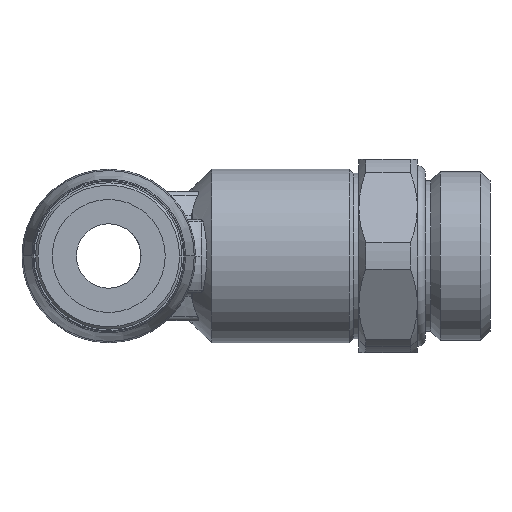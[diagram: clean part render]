
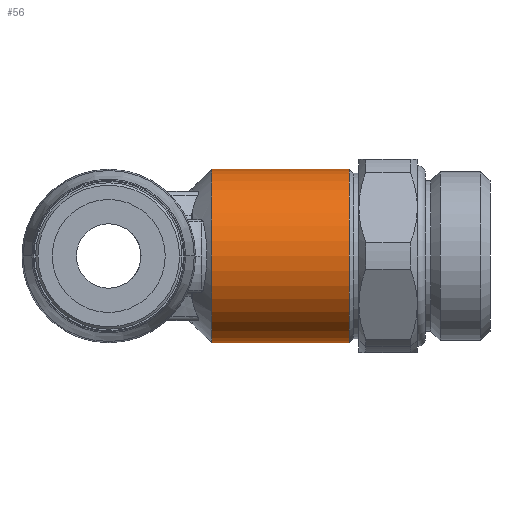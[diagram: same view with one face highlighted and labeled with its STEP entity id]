
A CAD part, left-side view. The second image highlights one B-rep face of the part: STEP entity #56.
In plain terms, the highlighted cylindrical face has radius 10.75 mm (diameter 21.5 mm), a partial arc.
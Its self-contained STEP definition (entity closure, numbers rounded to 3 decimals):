
#56=ADVANCED_FACE('',(#283),#284,.T.);
#283=FACE_OUTER_BOUND('',#730,.T.);
#284=CYLINDRICAL_SURFACE('',#731,10.75);
#730=EDGE_LOOP('',(#1257,#1258,#1259,#1260));
#731=AXIS2_PLACEMENT_3D('',#1261,#1262,#1263);
#1257=ORIENTED_EDGE('',*,*,#2987,.F.);
#1258=ORIENTED_EDGE('',*,*,#2988,.T.);
#1259=ORIENTED_EDGE('',*,*,#2989,.F.);
#1260=ORIENTED_EDGE('',*,*,#2990,.T.);
#1261=CARTESIAN_POINT('',(0.,-17.365,0.));
#1262=DIRECTION('',(0.,-1.0,0.));
#1263=DIRECTION('',(0.,0.,1.0));
#2987=EDGE_CURVE('',#3607,#3608,#3609,.T.);
#2988=EDGE_CURVE('',#3607,#3610,#3611,.T.);
#2989=EDGE_CURVE('',#3612,#3610,#3613,.T.);
#2990=EDGE_CURVE('',#3612,#3608,#3614,.T.);
#3607=VERTEX_POINT('',#4846);
#3608=VERTEX_POINT('',#4847);
#3609=LINE('',#4848,#4849);
#3610=VERTEX_POINT('',#4850);
#3611=CIRCLE('',#4851,10.75);
#3612=VERTEX_POINT('',#4852);
#3613=LINE('',#4853,#4854);
#3614=CIRCLE('',#4855,10.75);
#4846=CARTESIAN_POINT('',(0.,-12.75,10.75));
#4847=CARTESIAN_POINT('',(0.,-29.8,10.75));
#4848=CARTESIAN_POINT('',(0.,-17.365,10.75));
#4849=VECTOR('',#7220,1.0);
#4850=CARTESIAN_POINT('',(0.,-12.75,-10.75));
#4851=AXIS2_PLACEMENT_3D('',#7221,#7222,#7223);
#4852=CARTESIAN_POINT('',(0.,-29.8,-10.75));
#4853=CARTESIAN_POINT('',(0.,-17.365,-10.75));
#4854=VECTOR('',#7224,1.0);
#4855=AXIS2_PLACEMENT_3D('',#7225,#7226,#7227);
#7220=DIRECTION('',(0.,-1.0,0.));
#7221=CARTESIAN_POINT('',(0.,-12.75,0.));
#7222=DIRECTION('',(0.,-1.0,0.));
#7223=DIRECTION('',(0.,0.,1.0));
#7224=DIRECTION('',(0.,1.0,0.));
#7225=CARTESIAN_POINT('',(0.,-29.8,0.));
#7226=DIRECTION('',(0.,1.0,0.));
#7227=DIRECTION('',(0.,0.,-1.0));
